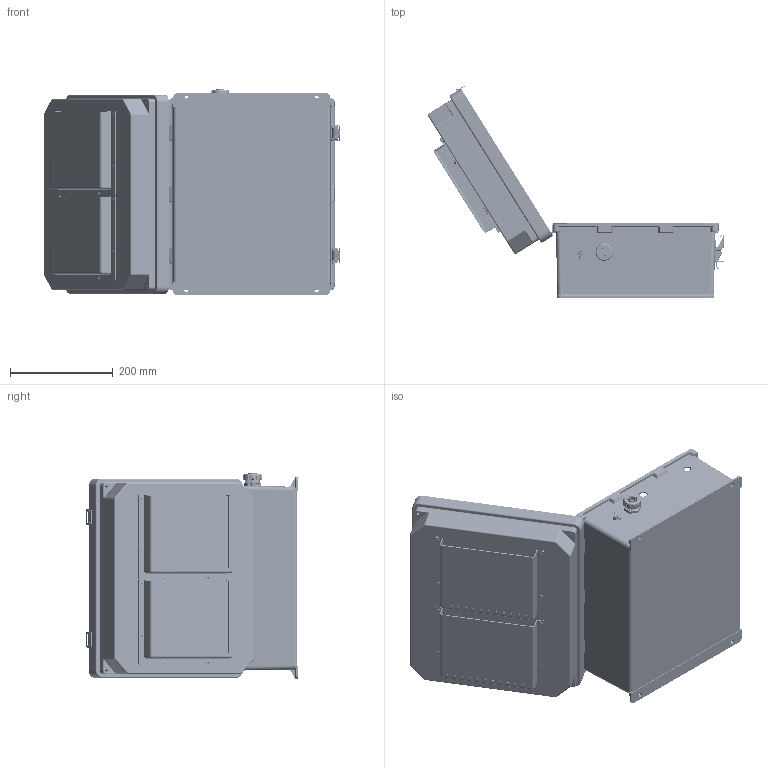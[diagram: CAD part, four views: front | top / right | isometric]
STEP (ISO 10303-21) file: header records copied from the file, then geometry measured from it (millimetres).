
FILE_DESCRIPTION (( 'STEP AP214' ), '1' );
FILE_NAME ('TEF141207-50V.STEP', '2018-11-20T19:50:09', ( '' ), ( '' ), 'SwSTEP 2.0', 'SolidWorks 2017', '' );
FILE_SCHEMA (( 'AUTOMOTIVE_DESIGN' ));
Length unit declared in the file: inch
Products named in the file (25): NB141207-DoorClasp-2; XFS-0023_92470A148; NB141207-DoorClasp-1; XFR-0005; NB141207-Lid-Vented; Fan Screen-120x120 ALUM; NB141207-Hinge; XFN-0002; NB141207-Box; XM220-01-UL; NEMA 14-400 GroundWire; TEF141207-50V; XF797-02; XFS-0017; 10-32 NEMA PLATE SCREW; XFN-0013; XCTB-0002; XCT-0011; XCT-0010; XF451-01; XFW-0002; XFN-0003; XCT-0005; XFS-0026; XC-0003
Assembly tree (61 placements, depth 2):
  TEF141207-50V
    NB141207-Box
    NB141207-Hinge  x2
    NB141207-Lid-Vented
    NB141207-DoorClasp-1  x2
    NB141207-DoorClasp-2  x2
    XC-0003
    XFS-0026
    XCT-0005
    XFN-0003  x2
    XFW-0002
    XF451-01
    XCT-0010
    XCT-0011
    XCTB-0002
    XFN-0013  x2
    10-32 NEMA PLATE SCREW  x4
    XFS-0017  x3
    XF797-02
    NEMA 14-400 GroundWire
    XM220-01-UL  x2
    XFN-0002  x8
    Fan Screen-120x120 ALUM  x2
    XFR-0005  x12
    XFS-0023_92470A148  x8
Bounding box: 578.07 x 413.05 x 402.37 mm (x, y, z)
Volume: 2344067.9 mm3; surface area: 1583214.9 mm2
Topology: 67 solids, 68 shells, 4214 faces, 11459 edges, 7399 vertices
Faces by surface type: cylinder 1689, plane 1528, cone 399, bspline 335, torus 227, sphere 36
Full cylindrical faces by diameter (mm): 0.269 x546, 1.778 x12, 2.705 x16, 3.15 x4, 3.175 x28, 3.302 x4, 3.378 x20, 3.411 x4, 3.556 x9, 3.607 x1, 3.683 x2, 3.934 x1, 3.962 x2, 4.064 x4, 4.496 x16, 4.572 x2, 5.004 x1, 5.182 x1, 5.3 x2, 5.436 x8, 5.639 x1, 6.35 x4, 6.5 x4, 6.655 x15, 6.667 x3, 7.163 x3, 7.62 x3, 8 x4, 8.928 x4, 9.22 x1
Entity records: 105739 total; most frequent: CARTESIAN_POINT 33913, ORIENTED_EDGE 12326, DIRECTION 12276, EDGE_CURVE 6163, AXIS2_PLACEMENT_3D 4735, VERTEX_POINT 4260, EDGE_LOOP 4071, FACE_OUTER_BOUND 3101
